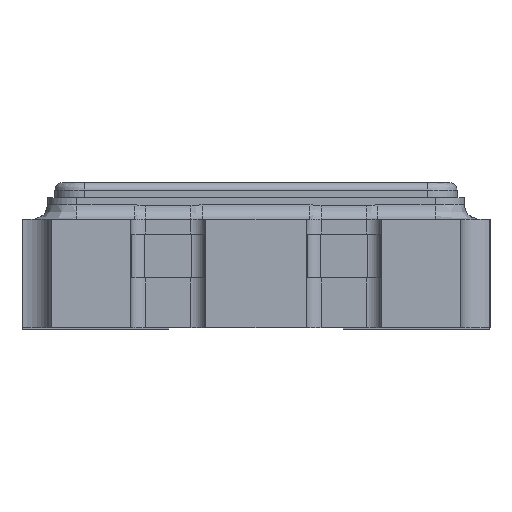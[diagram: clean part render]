
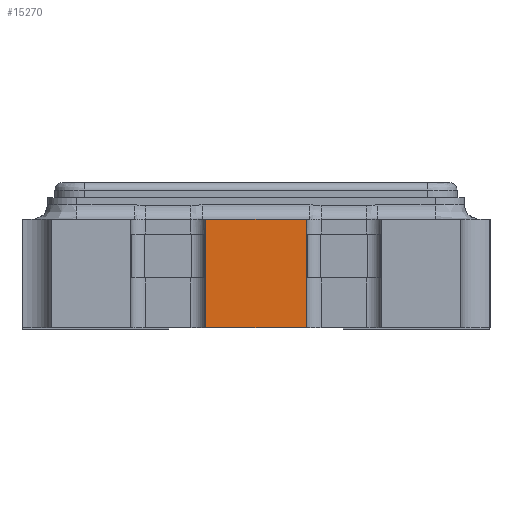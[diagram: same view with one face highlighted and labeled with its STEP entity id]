
A CAD part, left-side view. The second image highlights one B-rep face of the part: STEP entity #15270.
In plain terms, the highlighted planar face has unit normal (-1, 0, 0).
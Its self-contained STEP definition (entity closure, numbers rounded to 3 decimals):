
#608 = VECTOR ( 'NONE', #11911, 1000. ) ;
#1683 = VERTEX_POINT ( 'NONE', #14098 ) ;
#2060 = DIRECTION ( 'NONE',  ( 1., 0., 0. ) ) ;
#3324 = CARTESIAN_POINT ( 'NONE',  ( -2.5, 0.345, 0.75 ) ) ;
#3341 = CARTESIAN_POINT ( 'NONE',  ( -2.5, 0.345, 0.75 ) ) ;
#4793 = ORIENTED_EDGE ( 'NONE', *, *, #9944, .F. ) ;
#5620 = EDGE_CURVE ( 'NONE', #15468, #10849, #12990, .T. ) ;
#5697 = EDGE_CURVE ( 'NONE', #15657, #15468, #14628, .T. ) ;
#5735 = ORIENTED_EDGE ( 'NONE', *, *, #5620, .T. ) ;
#6113 = ORIENTED_EDGE ( 'NONE', *, *, #14197, .F. ) ;
#6361 = CARTESIAN_POINT ( 'NONE',  ( -2.5, 1.59, 0.01 ) ) ;
#6443 = CARTESIAN_POINT ( 'NONE',  ( -2.5, 0.345, 0.01 ) ) ;
#6946 = CARTESIAN_POINT ( 'NONE',  ( -2.5, -0.345, 0.01 ) ) ;
#7251 = VECTOR ( 'NONE', #10372, 1000. ) ;
#7377 = CARTESIAN_POINT ( 'NONE',  ( -2.5, -0.345, 0.75 ) ) ;
#7458 = DIRECTION ( 'NONE',  ( 0., 0., 1. ) ) ;
#7710 = EDGE_LOOP ( 'NONE', ( #5735, #4793, #6113, #8788 ) ) ;
#8773 = VECTOR ( 'NONE', #14391, 1000. ) ;
#8788 = ORIENTED_EDGE ( 'NONE', *, *, #5697, .T. ) ;
#9104 = CARTESIAN_POINT ( 'NONE',  ( -2.5, -0.345, 0.75 ) ) ;
#9944 = EDGE_CURVE ( 'NONE', #1683, #10849, #14455, .T. ) ;
#10136 = DIRECTION ( 'NONE',  ( 0., 0., -1. ) ) ;
#10216 = LINE ( 'NONE', #3324, #8773 ) ;
#10372 = DIRECTION ( 'NONE',  ( 0., -1., 0. ) ) ;
#10849 = VERTEX_POINT ( 'NONE', #7377 ) ;
#11514 = FACE_OUTER_BOUND ( 'NONE', #7710, .T. ) ;
#11911 = DIRECTION ( 'NONE',  ( 0., -1., 0. ) ) ;
#12990 = LINE ( 'NONE', #9104, #17181 ) ;
#14098 = CARTESIAN_POINT ( 'NONE',  ( -2.5, 0.345, 0.75 ) ) ;
#14197 = EDGE_CURVE ( 'NONE', #15657, #1683, #10216, .T. ) ;
#14391 = DIRECTION ( 'NONE',  ( 0., 0., 1. ) ) ;
#14455 = LINE ( 'NONE', #15998, #7251 ) ;
#14536 = AXIS2_PLACEMENT_3D ( 'NONE', #3341, #2060, #10136 ) ;
#14628 = LINE ( 'NONE', #6361, #608 ) ;
#15270 = ADVANCED_FACE ( 'NONE', ( #11514 ), #17056, .F. ) ;
#15468 = VERTEX_POINT ( 'NONE', #6946 ) ;
#15657 = VERTEX_POINT ( 'NONE', #6443 ) ;
#15998 = CARTESIAN_POINT ( 'NONE',  ( -2.5, 0.345, 0.75 ) ) ;
#17056 = PLANE ( 'NONE',  #14536 ) ;
#17181 = VECTOR ( 'NONE', #7458, 1000. ) ;
